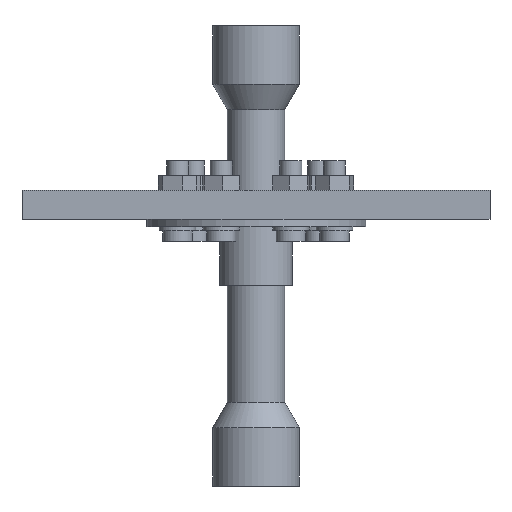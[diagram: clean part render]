
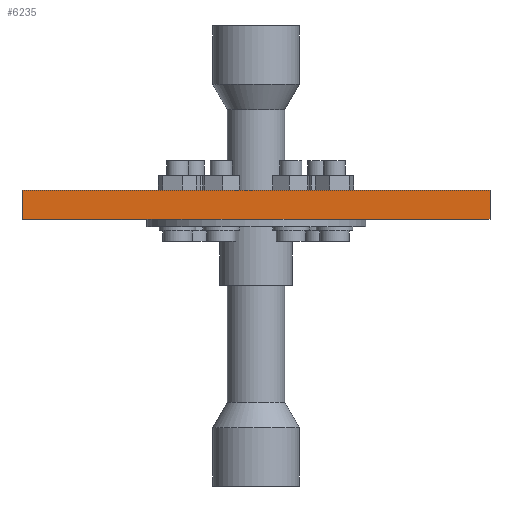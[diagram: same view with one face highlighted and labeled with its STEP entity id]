
A CAD part, left-side view. The second image highlights one B-rep face of the part: STEP entity #6235.
In plain terms, the highlighted planar face has unit normal (-1, 0, 0).
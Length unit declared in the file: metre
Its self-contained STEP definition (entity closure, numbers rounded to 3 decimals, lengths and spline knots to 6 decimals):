
#84 = CARTESIAN_POINT('NONE', (-0.1016, -0.1016, 0.015875));
#85 = VERTEX_POINT('NONE', #84);
#86 = CARTESIAN_POINT('NONE', (-0.1016, 0.1016, 0.015875));
#87 = VERTEX_POINT('NONE', #86);
#88 = CARTESIAN_POINT('NONE', (-0.1016, 0.1016, 0.003175));
#89 = VERTEX_POINT('NONE', #88);
#90 = CARTESIAN_POINT('NONE', (-0.1016, -0.1016, 0.003175));
#91 = VERTEX_POINT('NONE', #90);
#914 = DIRECTION('NONE', (0, 1, 0));
#915 = VECTOR('NONE', #914, 1);
#916 = CARTESIAN_POINT('NONE', (-0.1016, -0.1016, 0.015875));
#917 = LINE('NONE', #916, #915);
#918 = DIRECTION('NONE', (0, 0, -1));
#919 = VECTOR('NONE', #918, 1);
#920 = CARTESIAN_POINT('NONE', (-0.1016, 0.1016, 0.015875));
#921 = LINE('NONE', #920, #919);
#922 = DIRECTION('NONE', (0, 1, 0));
#923 = VECTOR('NONE', #922, 1);
#924 = CARTESIAN_POINT('NONE', (-0.1016, -0.1016, 0.003175));
#925 = LINE('NONE', #924, #923);
#926 = DIRECTION('NONE', (0, 0, -1));
#927 = VECTOR('NONE', #926, 1);
#928 = CARTESIAN_POINT('NONE', (-0.1016, -0.1016, 0.015875));
#929 = LINE('NONE', #928, #927);
#2983 = EDGE_CURVE('NONE', #85, #87, #917, .T.);
#2984 = EDGE_CURVE('NONE', #87, #89, #921, .T.);
#2985 = EDGE_CURVE('NONE', #91, #89, #925, .T.);
#2986 = EDGE_CURVE('NONE', #85, #91, #929, .T.);
#3514 = ORIENTED_EDGE('NONE', *, *, #2983, .T.);
#3515 = ORIENTED_EDGE('NONE', *, *, #2984, .T.);
#3516 = ORIENTED_EDGE('NONE', *, *, #2985, .F.);
#3517 = ORIENTED_EDGE('NONE', *, *, #2986, .F.);
#3518 = EDGE_LOOP('NONE', (#3514, #3515, #3516, #3517));
#4723 = CARTESIAN_POINT('NONE', (-0.1016, 0, 0.009525));
#4724 = DIRECTION('NONE', (-1, 0, -0));
#4725 = AXIS2_PLACEMENT_3D('NONE', #4723, #4724, $);
#4726 = PLANE('NONE', #4725);
#6234 = FACE_OUTER_BOUND('NONE', #3518, .T.);
#6235 = ADVANCED_FACE('NONE', (#6234), #4726, .T.);
